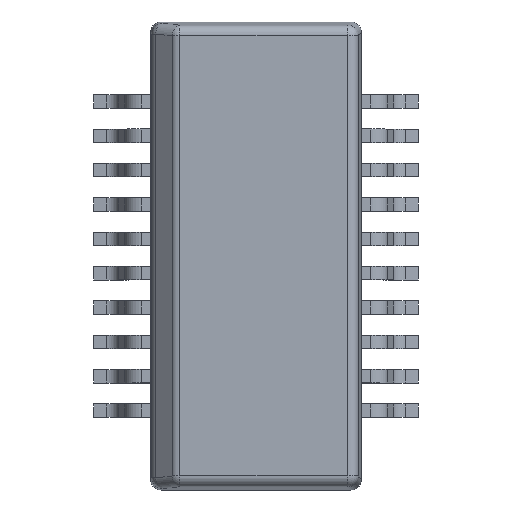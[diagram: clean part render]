
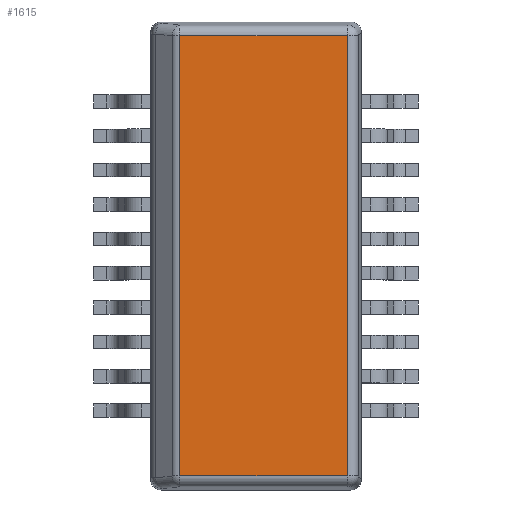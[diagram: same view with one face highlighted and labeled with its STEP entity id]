
A CAD part, top view. The second image highlights one B-rep face of the part: STEP entity #1615.
In plain terms, the highlighted face is planar.
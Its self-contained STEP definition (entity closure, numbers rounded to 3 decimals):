
#756=DIRECTION('',(1.,0.,0.));
#757=VECTOR('',#756,3.105);
#758=CARTESIAN_POINT('',(-1.413,0.66,4.067));
#759=LINE('',#758,#757);
#763=DIRECTION('',(0.,0.,1.));
#764=VECTOR('',#763,8.134);
#765=CARTESIAN_POINT('',(-1.413,0.66,-4.067));
#766=LINE('',#765,#764);
#770=DIRECTION('',(-1.,0.,0.));
#771=VECTOR('',#770,3.105);
#772=CARTESIAN_POINT('',(1.692,0.66,-4.067));
#773=LINE('',#772,#771);
#777=DIRECTION('',(0.,0.,-1.));
#778=VECTOR('',#777,8.134);
#779=CARTESIAN_POINT('',(1.692,0.66,4.067));
#780=LINE('',#779,#778);
#915=CARTESIAN_POINT('',(-1.413,0.66,4.067));
#916=CARTESIAN_POINT('',(1.692,0.66,4.067));
#917=VERTEX_POINT('',#915);
#918=VERTEX_POINT('',#916);
#942=CARTESIAN_POINT('',(1.692,0.66,-4.067));
#943=CARTESIAN_POINT('',(-1.413,0.66,-4.067));
#944=VERTEX_POINT('',#942);
#945=VERTEX_POINT('',#943);
#1603=CARTESIAN_POINT('',(0.,0.66,0.));
#1604=DIRECTION('',(0.,1.,0.));
#1605=DIRECTION('',(1.,0.,0.));
#1606=AXIS2_PLACEMENT_3D('',#1603,#1604,#1605);
#1607=PLANE('',#1606);
#1608=ORIENTED_EDGE('',*,*,#1458,.F.);
#1610=ORIENTED_EDGE('',*,*,#1609,.F.);
#1611=ORIENTED_EDGE('',*,*,#1596,.F.);
#1612=ORIENTED_EDGE('',*,*,#1431,.F.);
#1613=EDGE_LOOP('',(#1608,#1610,#1611,#1612));
#1614=FACE_OUTER_BOUND('',#1613,.F.);
#1431=EDGE_CURVE('',#918,#944,#780,.T.);
#1458=EDGE_CURVE('',#917,#918,#759,.T.);
#1596=EDGE_CURVE('',#944,#945,#773,.T.);
#1609=EDGE_CURVE('',#945,#917,#766,.T.);
#1615=ADVANCED_FACE('',(#1614),#1607,.T.);
